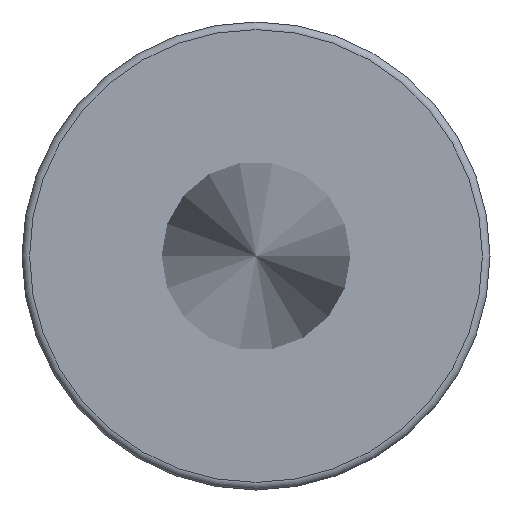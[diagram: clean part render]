
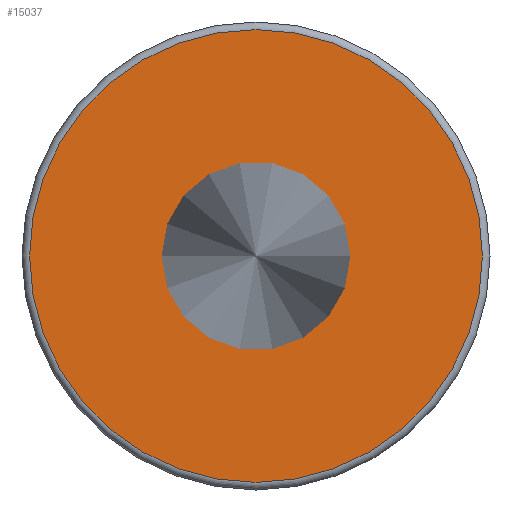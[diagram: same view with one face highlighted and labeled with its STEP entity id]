
A CAD part, left-side view. The second image highlights one B-rep face of the part: STEP entity #15037.
In plain terms, the highlighted planar face has unit normal (-1, 0, 0).
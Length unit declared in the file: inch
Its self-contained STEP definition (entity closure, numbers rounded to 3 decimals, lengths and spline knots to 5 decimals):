
#307=PLANE('',#16209);
#1034=CIRCLE('',#16207,1.79);
#1035=CIRCLE('',#16208,1.79);
#1465=FACE_OUTER_BOUND('',#2338,.T.);
#2338=EDGE_LOOP('',(#11160,#11161));
#6885=VERTEX_POINT('',#23324);
#6886=VERTEX_POINT('',#23326);
#8536=EDGE_CURVE('',#6885,#6886,#1034,.T.);
#8537=EDGE_CURVE('',#6886,#6885,#1035,.T.);
#11160=ORIENTED_EDGE('',*,*,#8537,.F.);
#11161=ORIENTED_EDGE('',*,*,#8536,.F.);
#15037=ADVANCED_FACE('',(#1465),#307,.T.);
#16207=AXIS2_PLACEMENT_3D('',#23327,#17868,#17869);
#16208=AXIS2_PLACEMENT_3D('',#23328,#17870,#17871);
#16209=AXIS2_PLACEMENT_3D('',#23329,#17872,#17873);
#17868=DIRECTION('center_axis',(1.,0.,0.));
#17869=DIRECTION('ref_axis',(0.,-1.,0.));
#17870=DIRECTION('center_axis',(1.,0.,0.));
#17871=DIRECTION('ref_axis',(0.,-1.,0.));
#17872=DIRECTION('center_axis',(-1.,0.,0.));
#17873=DIRECTION('ref_axis',(0.,0.,1.));
#23324=CARTESIAN_POINT('',(0.,0.,
1.79));
#23326=CARTESIAN_POINT('',(0.,1.79,0.));
#23327=CARTESIAN_POINT('Origin',(0.,0.,0.));
#23328=CARTESIAN_POINT('Origin',(0.,0.,0.));
#23329=CARTESIAN_POINT('Origin',(0.,0.925,
0.));
